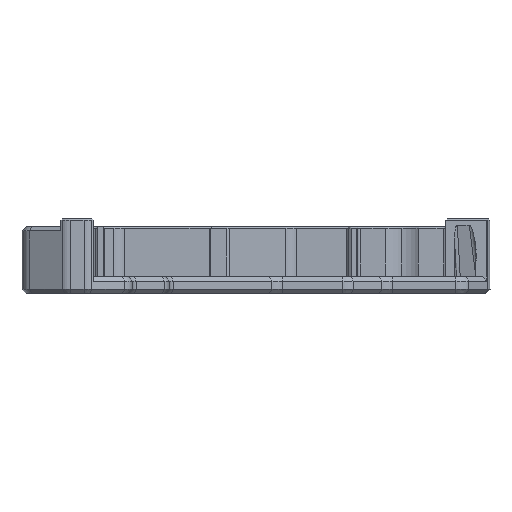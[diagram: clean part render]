
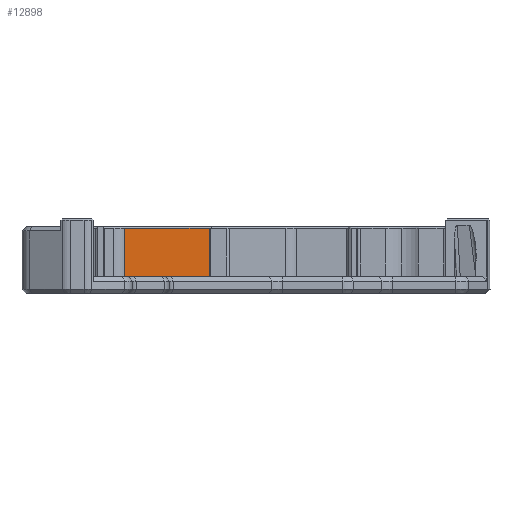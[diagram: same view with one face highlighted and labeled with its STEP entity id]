
A CAD part, left-side view. The second image highlights one B-rep face of the part: STEP entity #12898.
In plain terms, the highlighted planar face has unit normal (-1, 0, 0).
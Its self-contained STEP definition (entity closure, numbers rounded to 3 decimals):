
#856 = VECTOR ( 'NONE', #2483, 1000. ) ;
#1142 = VERTEX_POINT ( 'NONE', #8234 ) ;
#1171 = CARTESIAN_POINT ( 'NONE',  ( 67.25, -33.484, 6.05 ) ) ;
#1691 = AXIS2_PLACEMENT_3D ( 'NONE', #12878, #4549, #15931 ) ;
#2274 = CARTESIAN_POINT ( 'NONE',  ( 67.25, -21.061, 11.8 ) ) ;
#2483 = DIRECTION ( 'NONE',  ( 0., 0., 1. ) ) ;
#2489 = DIRECTION ( 'NONE',  ( 0., 1., 0. ) ) ;
#3641 = CARTESIAN_POINT ( 'NONE',  ( 67.25, -8.638, 11.8 ) ) ;
#4318 = EDGE_CURVE ( 'NONE', #1142, #7934, #12336, .T. ) ;
#4549 = DIRECTION ( 'NONE',  ( -1., 0., 0. ) ) ;
#5676 = CARTESIAN_POINT ( 'NONE',  ( 67.25, -21.061, 0.3 ) ) ;
#6100 = CARTESIAN_POINT ( 'NONE',  ( 67.25, -33.484, 0.3 ) ) ;
#6981 = CARTESIAN_POINT ( 'NONE',  ( 67.25, -8.638, 6.05 ) ) ;
#7666 = CARTESIAN_POINT ( 'NONE',  ( 67.25, -33.484, 11.8 ) ) ;
#7858 = FACE_OUTER_BOUND ( 'NONE', #17112, .T. ) ;
#7934 = VERTEX_POINT ( 'NONE', #3641 ) ;
#8138 = ORIENTED_EDGE ( 'NONE', *, *, #4318, .F. ) ;
#8234 = CARTESIAN_POINT ( 'NONE',  ( 67.25, -8.638, 0.3 ) ) ;
#8626 = VECTOR ( 'NONE', #20441, 1000. ) ;
#9998 = EDGE_CURVE ( 'NONE', #12568, #7934, #18927, .T. ) ;
#10115 = EDGE_CURVE ( 'NONE', #13879, #1142, #12139, .T. ) ;
#10137 = ORIENTED_EDGE ( 'NONE', *, *, #11224, .T. ) ;
#11224 = EDGE_CURVE ( 'NONE', #13879, #12568, #14183, .T. ) ;
#11649 = VECTOR ( 'NONE', #14085, 1000. ) ;
#12139 = LINE ( 'NONE', #5676, #15134 ) ;
#12336 = LINE ( 'NONE', #6981, #8626 ) ;
#12568 = VERTEX_POINT ( 'NONE', #7666 ) ;
#12878 = CARTESIAN_POINT ( 'NONE',  ( 67.25, -8.628, 0.29 ) ) ;
#12898 = ADVANCED_FACE ( 'NONE', ( #7858 ), #17801, .T. ) ;
#13879 = VERTEX_POINT ( 'NONE', #6100 ) ;
#14085 = DIRECTION ( 'NONE',  ( 0., 1., 0. ) ) ;
#14183 = LINE ( 'NONE', #1171, #856 ) ;
#14447 = ORIENTED_EDGE ( 'NONE', *, *, #10115, .F. ) ;
#15134 = VECTOR ( 'NONE', #2489, 1000. ) ;
#15931 = DIRECTION ( 'NONE',  ( 0., -1., 0. ) ) ;
#16260 = ORIENTED_EDGE ( 'NONE', *, *, #9998, .T. ) ;
#17112 = EDGE_LOOP ( 'NONE', ( #14447, #10137, #16260, #8138 ) ) ;
#17801 = PLANE ( 'NONE',  #1691 ) ;
#18927 = LINE ( 'NONE', #2274, #11649 ) ;
#20441 = DIRECTION ( 'NONE',  ( 0., 0., 1. ) ) ;
